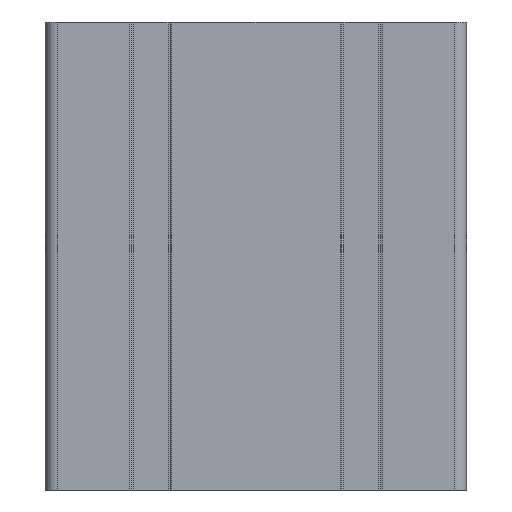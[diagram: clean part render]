
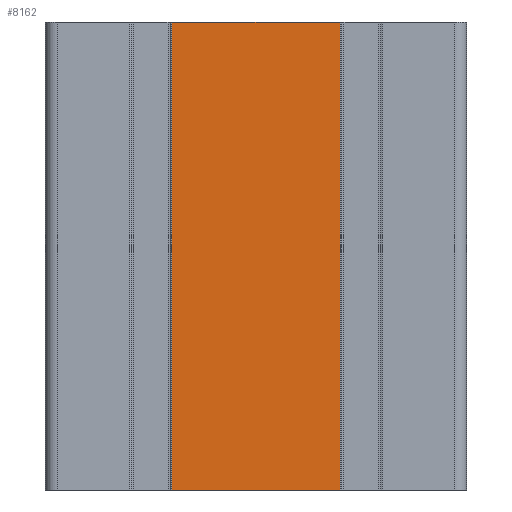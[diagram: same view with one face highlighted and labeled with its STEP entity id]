
A CAD part, left-side view. The second image highlights one B-rep face of the part: STEP entity #8162.
In plain terms, the highlighted planar face has unit normal (-1, 0, 0).
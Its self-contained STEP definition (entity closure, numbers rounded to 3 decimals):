
#1088=FACE_OUTER_BOUND('',#1511,.T.);
#1511=EDGE_LOOP('',(#7143,#7144,#7145,#7146));
#1672=LINE('',#11944,#2460);
#1975=LINE('',#12826,#2763);
#2315=LINE('',#13892,#3103);
#2316=LINE('',#13896,#3104);
#2460=VECTOR('',#9494,100.);
#2763=VECTOR('',#10345,100.);
#3103=VECTOR('',#11445,36.1);
#3104=VECTOR('',#11452,36.1);
#3263=VERTEX_POINT('',#11940);
#3265=VERTEX_POINT('',#11943);
#3568=VERTEX_POINT('',#12820);
#3570=VERTEX_POINT('',#12824);
#4153=EDGE_CURVE('',#3263,#3265,#1672,.T.);
#4589=EDGE_CURVE('',#3568,#3570,#1975,.T.);
#5127=EDGE_CURVE('',#3263,#3568,#2315,.T.);
#5129=EDGE_CURVE('',#3265,#3570,#2316,.T.);
#7143=ORIENTED_EDGE('',*,*,#4153,.F.);
#7144=ORIENTED_EDGE('',*,*,#5127,.T.);
#7145=ORIENTED_EDGE('',*,*,#4589,.T.);
#7146=ORIENTED_EDGE('',*,*,#5129,.F.);
#7757=PLANE('',#8997);
#8162=ADVANCED_FACE('',(#1088),#7757,.T.);
#8997=AXIS2_PLACEMENT_3D('',#13895,#11450,#11451);
#9494=DIRECTION('',(0.,0.,-1.));
#10345=DIRECTION('',(0.,0.,-1.));
#11445=DIRECTION('',(0.,1.,0.));
#11450=DIRECTION('center_axis',(-1.,0.,0.));
#11451=DIRECTION('ref_axis',(0.,-1.,0.));
#11452=DIRECTION('',(0.,1.,0.));
#11940=CARTESIAN_POINT('',(-90.,-18.05,100.));
#11943=CARTESIAN_POINT('',(-90.,-18.05,0.));
#11944=CARTESIAN_POINT('',(-90.,-18.05,0.));
#12820=CARTESIAN_POINT('',(-90.,18.05,100.));
#12824=CARTESIAN_POINT('',(-90.,18.05,0.));
#12826=CARTESIAN_POINT('',(-90.,18.05,0.));
#13892=CARTESIAN_POINT('',(-90.,21.25,100.));
#13895=CARTESIAN_POINT('Origin',(-90.,42.5,0.));
#13896=CARTESIAN_POINT('',(-90.,21.25,0.));
